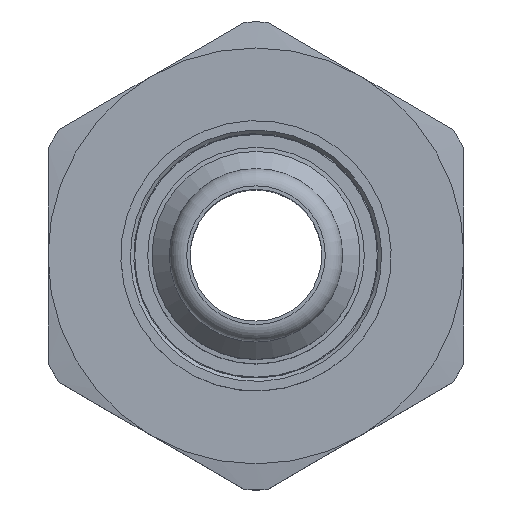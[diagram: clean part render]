
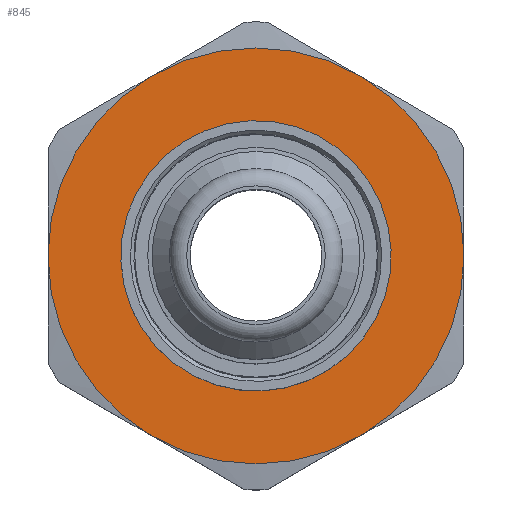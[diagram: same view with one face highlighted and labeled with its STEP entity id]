
A CAD part, top view. The second image highlights one B-rep face of the part: STEP entity #845.
In plain terms, the highlighted planar face has unit normal (0, 0, 1).
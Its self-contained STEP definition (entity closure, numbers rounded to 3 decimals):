
#42=FACE_BOUND('',#137,.T.);
#49=PLANE('',#923);
#83=FACE_OUTER_BOUND('',#136,.T.);
#136=EDGE_LOOP('',(#567,#568,#569,#570,#571,#572));
#137=EDGE_LOOP('',(#573));
#254=CIRCLE('',#922,7.8);
#255=CIRCLE('',#924,12.);
#256=CIRCLE('',#925,12.);
#257=CIRCLE('',#926,12.);
#258=CIRCLE('',#927,12.);
#259=CIRCLE('',#928,12.);
#260=CIRCLE('',#929,12.);
#333=VERTEX_POINT('',#1356);
#334=VERTEX_POINT('',#1360);
#335=VERTEX_POINT('',#1361);
#336=VERTEX_POINT('',#1363);
#337=VERTEX_POINT('',#1365);
#338=VERTEX_POINT('',#1367);
#339=VERTEX_POINT('',#1369);
#425=EDGE_CURVE('',#333,#333,#254,.T.);
#426=EDGE_CURVE('',#334,#335,#255,.T.);
#427=EDGE_CURVE('',#335,#336,#256,.T.);
#428=EDGE_CURVE('',#336,#337,#257,.T.);
#429=EDGE_CURVE('',#337,#338,#258,.T.);
#430=EDGE_CURVE('',#338,#339,#259,.T.);
#431=EDGE_CURVE('',#339,#334,#260,.T.);
#567=ORIENTED_EDGE('',*,*,#426,.T.);
#568=ORIENTED_EDGE('',*,*,#427,.T.);
#569=ORIENTED_EDGE('',*,*,#428,.T.);
#570=ORIENTED_EDGE('',*,*,#429,.T.);
#571=ORIENTED_EDGE('',*,*,#430,.T.);
#572=ORIENTED_EDGE('',*,*,#431,.T.);
#573=ORIENTED_EDGE('',*,*,#425,.T.);
#845=ADVANCED_FACE('',(#83,#42),#49,.T.);
#922=AXIS2_PLACEMENT_3D('',#1358,#1069,#1070);
#923=AXIS2_PLACEMENT_3D('',#1359,#1071,#1072);
#924=AXIS2_PLACEMENT_3D('',#1362,#1073,#1074);
#925=AXIS2_PLACEMENT_3D('',#1364,#1075,#1076);
#926=AXIS2_PLACEMENT_3D('',#1366,#1077,#1078);
#927=AXIS2_PLACEMENT_3D('',#1368,#1079,#1080);
#928=AXIS2_PLACEMENT_3D('',#1370,#1081,#1082);
#929=AXIS2_PLACEMENT_3D('',#1371,#1083,#1084);
#1069=DIRECTION('center_axis',(0.,0.,-1.));
#1070=DIRECTION('ref_axis',(-0.13,-0.992,0.));
#1071=DIRECTION('center_axis',(0.,0.,1.));
#1072=DIRECTION('ref_axis',(1.,0.,0.));
#1073=DIRECTION('center_axis',(0.,0.,1.));
#1074=DIRECTION('ref_axis',(-1.,0.,0.));
#1075=DIRECTION('center_axis',(0.,0.,1.));
#1076=DIRECTION('ref_axis',(-1.,0.,0.));
#1077=DIRECTION('center_axis',(0.,0.,1.));
#1078=DIRECTION('ref_axis',(-1.,0.,0.));
#1079=DIRECTION('center_axis',(0.,0.,1.));
#1080=DIRECTION('ref_axis',(-1.,0.,0.));
#1081=DIRECTION('center_axis',(0.,0.,1.));
#1082=DIRECTION('ref_axis',(-1.,0.,0.));
#1083=DIRECTION('center_axis',(0.,0.,1.));
#1084=DIRECTION('ref_axis',(-1.,0.,0.));
#1356=CARTESIAN_POINT('',(1.011,7.734,0.));
#1358=CARTESIAN_POINT('Origin',(0.,0.,
0.));
#1359=CARTESIAN_POINT('Origin',(0.,0.,0.));
#1360=CARTESIAN_POINT('',(-6.,-10.392,0.));
#1361=CARTESIAN_POINT('',(6.,-10.392,0.));
#1362=CARTESIAN_POINT('Origin',(0.,0.,0.));
#1363=CARTESIAN_POINT('',(12.,0.,0.));
#1364=CARTESIAN_POINT('Origin',(0.,0.,0.));
#1365=CARTESIAN_POINT('',(6.,10.392,0.));
#1366=CARTESIAN_POINT('Origin',(0.,0.,0.));
#1367=CARTESIAN_POINT('',(-6.,10.392,0.));
#1368=CARTESIAN_POINT('Origin',(0.,0.,0.));
#1369=CARTESIAN_POINT('',(-12.,0.,0.));
#1370=CARTESIAN_POINT('Origin',(0.,0.,0.));
#1371=CARTESIAN_POINT('Origin',(0.,0.,0.));
